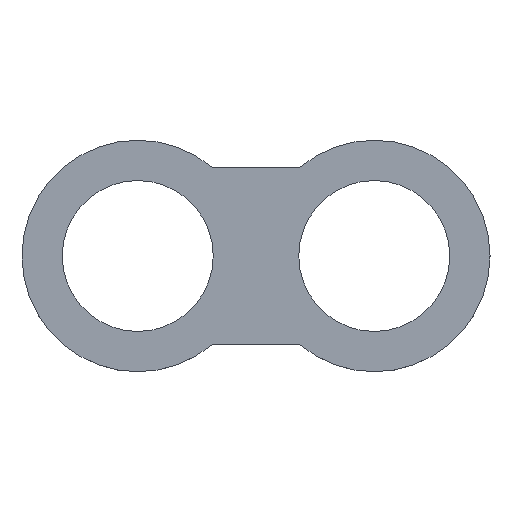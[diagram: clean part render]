
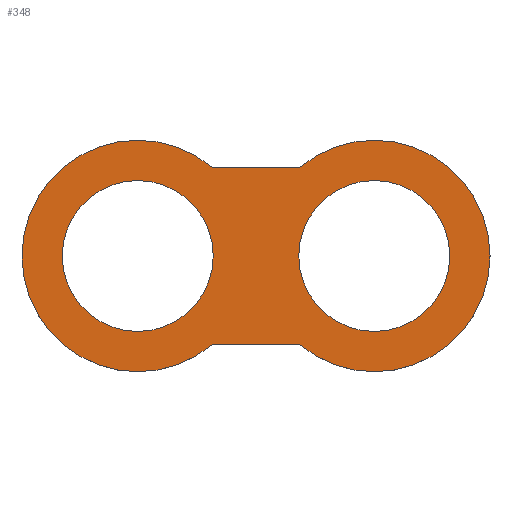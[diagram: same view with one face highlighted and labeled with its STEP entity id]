
A CAD part, top view. The second image highlights one B-rep face of the part: STEP entity #348.
In plain terms, the highlighted planar face has unit normal (0, 0, 1).
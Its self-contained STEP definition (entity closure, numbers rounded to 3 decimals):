
#7 = VERTEX_POINT ( 'NONE', #13 ) ;
#12 = FACE_OUTER_BOUND ( 'NONE', #321, .T. ) ;
#13 = CARTESIAN_POINT ( 'NONE',  ( 71.825, 175.909, 25. ) ) ;
#18 = ORIENTED_EDGE ( 'NONE', *, *, #49, .F. ) ;
#20 = VERTEX_POINT ( 'NONE', #330 ) ;
#32 = VERTEX_POINT ( 'NONE', #368 ) ;
#33 = AXIS2_PLACEMENT_3D ( 'NONE', #362, #301, #154 ) ;
#40 = AXIS2_PLACEMENT_3D ( 'NONE', #415, #311, #126 ) ;
#42 = CARTESIAN_POINT ( 'NONE',  ( -250., 0., 25. ) ) ;
#45 = ORIENTED_EDGE ( 'NONE', *, *, #207, .F. ) ;
#49 = EDGE_CURVE ( 'NONE', #53, #106, #367, .T. ) ;
#51 = FACE_BOUND ( 'NONE', #101, .T. ) ;
#53 = VERTEX_POINT ( 'NONE', #217 ) ;
#54 = CARTESIAN_POINT ( 'NONE',  ( -100., 0., 25. ) ) ;
#55 = DIRECTION ( 'NONE',  ( 1., 0., 0. ) ) ;
#57 = EDGE_CURVE ( 'NONE', #32, #254, #112, .T. ) ;
#68 = DIRECTION ( 'NONE',  ( 1., 0., 0. ) ) ;
#76 = CIRCLE ( 'NONE', #165, 230. ) ;
#87 = EDGE_CURVE ( 'NONE', #357, #395, #422, .T. ) ;
#89 = CARTESIAN_POINT ( 'NONE',  ( 220., 0., 25. ) ) ;
#94 = VECTOR ( 'NONE', #180, 1000. ) ;
#98 = DIRECTION ( 'NONE',  ( 0., 0., 1. ) ) ;
#101 = EDGE_LOOP ( 'NONE', ( #136, #45 ) ) ;
#103 = DIRECTION ( 'NONE',  ( 1., 0., 0. ) ) ;
#105 = CARTESIAN_POINT ( 'NONE',  ( 370., 0., 25. ) ) ;
#106 = VERTEX_POINT ( 'NONE', #54 ) ;
#109 = PLANE ( 'NONE',  #33 ) ;
#110 = ORIENTED_EDGE ( 'NONE', *, *, #57, .T. ) ;
#112 = CIRCLE ( 'NONE', #173, 230. ) ;
#126 = DIRECTION ( 'NONE',  ( 1., 0., 0. ) ) ;
#130 = AXIS2_PLACEMENT_3D ( 'NONE', #42, #189, #370 ) ;
#136 = ORIENTED_EDGE ( 'NONE', *, *, #259, .F. ) ;
#148 = ORIENTED_EDGE ( 'NONE', *, *, #318, .F. ) ;
#154 = DIRECTION ( 'NONE',  ( 1., 0., 0. ) ) ;
#165 = AXIS2_PLACEMENT_3D ( 'NONE', #204, #98, #68 ) ;
#173 = AXIS2_PLACEMENT_3D ( 'NONE', #379, #345, #194 ) ;
#174 = CIRCLE ( 'NONE', #227, 150. ) ;
#176 = ORIENTED_EDGE ( 'NONE', *, *, #391, .T. ) ;
#180 = DIRECTION ( 'NONE',  ( 1., 0., 0. ) ) ;
#189 = DIRECTION ( 'NONE',  ( 0., 0., 1. ) ) ;
#194 = DIRECTION ( 'NONE',  ( 1., 0., 0. ) ) ;
#204 = CARTESIAN_POINT ( 'NONE',  ( 220., 0., 25. ) ) ;
#207 = EDGE_CURVE ( 'NONE', #20, #241, #253, .T. ) ;
#212 = DIRECTION ( 'NONE',  ( -1., 0., 0. ) ) ;
#213 = ORIENTED_EDGE ( 'NONE', *, *, #221, .F. ) ;
#217 = CARTESIAN_POINT ( 'NONE',  ( -400., 0., 25. ) ) ;
#221 = EDGE_CURVE ( 'NONE', #357, #7, #222, .T. ) ;
#222 = LINE ( 'NONE', #225, #94 ) ;
#225 = CARTESIAN_POINT ( 'NONE',  ( 0., 175.909, 25. ) ) ;
#227 = AXIS2_PLACEMENT_3D ( 'NONE', #233, #265, #103 ) ;
#233 = CARTESIAN_POINT ( 'NONE',  ( 220., 0., 25. ) ) ;
#234 = CARTESIAN_POINT ( 'NONE',  ( -101.825, 175.909, 25. ) ) ;
#236 = LINE ( 'NONE', #372, #417 ) ;
#241 = VERTEX_POINT ( 'NONE', #105 ) ;
#250 = CIRCLE ( 'NONE', #130, 150. ) ;
#253 = CIRCLE ( 'NONE', #308, 150. ) ;
#254 = VERTEX_POINT ( 'NONE', #257 ) ;
#255 = ORIENTED_EDGE ( 'NONE', *, *, #280, .F. ) ;
#257 = CARTESIAN_POINT ( 'NONE',  ( 450., 0., 25. ) ) ;
#259 = EDGE_CURVE ( 'NONE', #241, #20, #174, .T. ) ;
#260 = ORIENTED_EDGE ( 'NONE', *, *, #87, .T. ) ;
#265 = DIRECTION ( 'NONE',  ( 0., 0., 1. ) ) ;
#280 = EDGE_CURVE ( 'NONE', #106, #53, #250, .T. ) ;
#301 = DIRECTION ( 'NONE',  ( 0., 0., 1. ) ) ;
#308 = AXIS2_PLACEMENT_3D ( 'NONE', #89, #381, #385 ) ;
#311 = DIRECTION ( 'NONE',  ( 0., 0., 1. ) ) ;
#318 = EDGE_CURVE ( 'NONE', #32, #395, #236, .T. ) ;
#321 = EDGE_LOOP ( 'NONE', ( #213, #260, #148, #110, #176 ) ) ;
#330 = CARTESIAN_POINT ( 'NONE',  ( 70., 0., 25. ) ) ;
#345 = DIRECTION ( 'NONE',  ( 0., 0., 1. ) ) ;
#348 = ADVANCED_FACE ( 'NONE', ( #12, #365, #51 ), #109, .T. ) ;
#349 = DIRECTION ( 'NONE',  ( 0., 0., 1. ) ) ;
#355 = EDGE_LOOP ( 'NONE', ( #255, #18 ) ) ;
#357 = VERTEX_POINT ( 'NONE', #234 ) ;
#362 = CARTESIAN_POINT ( 'NONE',  ( 0., 0., 25. ) ) ;
#365 = FACE_BOUND ( 'NONE', #355, .T. ) ;
#367 = CIRCLE ( 'NONE', #413, 150. ) ;
#368 = CARTESIAN_POINT ( 'NONE',  ( 71.825, -175.909, 25. ) ) ;
#370 = DIRECTION ( 'NONE',  ( 1., 0., 0. ) ) ;
#372 = CARTESIAN_POINT ( 'NONE',  ( 0., -175.909, 25. ) ) ;
#379 = CARTESIAN_POINT ( 'NONE',  ( 220., 0., 25. ) ) ;
#381 = DIRECTION ( 'NONE',  ( 0., 0., 1. ) ) ;
#385 = DIRECTION ( 'NONE',  ( 1., 0., 0. ) ) ;
#391 = EDGE_CURVE ( 'NONE', #254, #7, #76, .T. ) ;
#395 = VERTEX_POINT ( 'NONE', #423 ) ;
#413 = AXIS2_PLACEMENT_3D ( 'NONE', #414, #349, #55 ) ;
#414 = CARTESIAN_POINT ( 'NONE',  ( -250., 0., 25. ) ) ;
#415 = CARTESIAN_POINT ( 'NONE',  ( -250., 0., 25. ) ) ;
#417 = VECTOR ( 'NONE', #212, 1000. ) ;
#422 = CIRCLE ( 'NONE', #40, 230. ) ;
#423 = CARTESIAN_POINT ( 'NONE',  ( -101.825, -175.909, 25. ) ) ;
